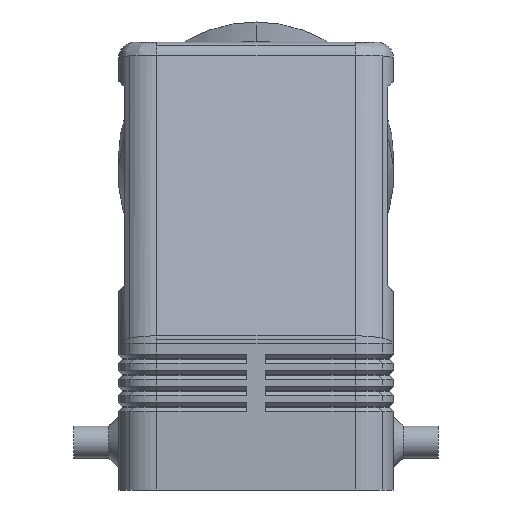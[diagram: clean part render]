
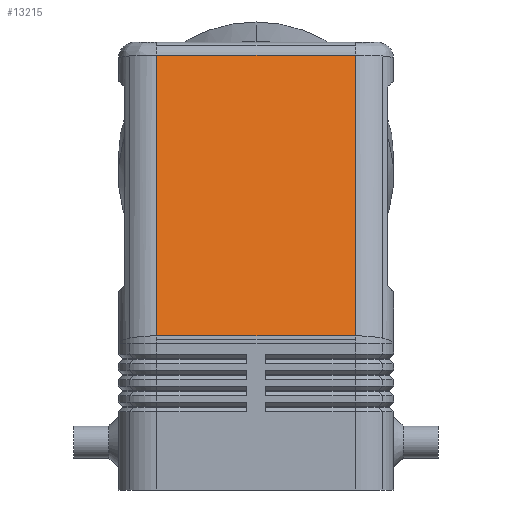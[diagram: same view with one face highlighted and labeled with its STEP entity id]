
A CAD part, left-side view. The second image highlights one B-rep face of the part: STEP entity #13215.
In plain terms, the highlighted planar face has unit normal (-0.98, 0, 0.2).
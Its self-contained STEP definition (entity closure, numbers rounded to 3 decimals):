
#495=CARTESIAN_POINT('',(-36.379,-15.5,24.094));
#496=VERTEX_POINT('',#495);
#504=CARTESIAN_POINT('',(-36.379,15.5,24.094));
#505=VERTEX_POINT('',#504);
#506=CARTESIAN_POINT('',(-36.379,-15.5,24.094));
#507=DIRECTION('',(0.0,1.0,0.0));
#508=VECTOR('',#507,31.);
#509=LINE('',#506,#508);
#510=EDGE_CURVE('',#496,#505,#509,.T.);
#12764=CARTESIAN_POINT('',(-27.409,-15.5,68.));
#12765=VERTEX_POINT('',#12764);
#12773=CARTESIAN_POINT('',(-27.409,-15.5,68.));
#12774=DIRECTION('',(-0.2,0.0,-0.98));
#12775=VECTOR('',#12774,44.813);
#12776=LINE('',#12773,#12775);
#12777=EDGE_CURVE('',#12765,#496,#12776,.T.);
#13192=CARTESIAN_POINT('',(-27.0,0.0,70.));
#13193=DIRECTION('',(-0.98,0.0,0.2));
#13194=DIRECTION('',(0.2,0.0,0.98));
#13195=AXIS2_PLACEMENT_3D('',#13192,#13193,#13194);
#13196=PLANE('',#13195);
#13197=ORIENTED_EDGE('',*,*,#12777,.F.);
#13198=CARTESIAN_POINT('',(-27.409,15.5,68.));
#13199=VERTEX_POINT('',#13198);
#13200=CARTESIAN_POINT('',(-27.409,15.5,68.));
#13201=DIRECTION('',(0.0,-1.0,0.0));
#13202=VECTOR('',#13201,31.);
#13203=LINE('',#13200,#13202);
#13204=EDGE_CURVE('',#13199,#12765,#13203,.T.);
#13205=ORIENTED_EDGE('',*,*,#13204,.F.);
#13206=CARTESIAN_POINT('',(-36.379,15.5,24.094));
#13207=DIRECTION('',(0.2,0.0,0.98));
#13208=VECTOR('',#13207,44.813);
#13209=LINE('',#13206,#13208);
#13210=EDGE_CURVE('',#505,#13199,#13209,.T.);
#13211=ORIENTED_EDGE('',*,*,#13210,.F.);
#13212=ORIENTED_EDGE('',*,*,#510,.F.);
#13213=EDGE_LOOP('',(#13197,#13205,#13211,#13212));
#13214=FACE_OUTER_BOUND('',#13213,.T.);
#13215=ADVANCED_FACE('',(#13214),#13196,.T.);
